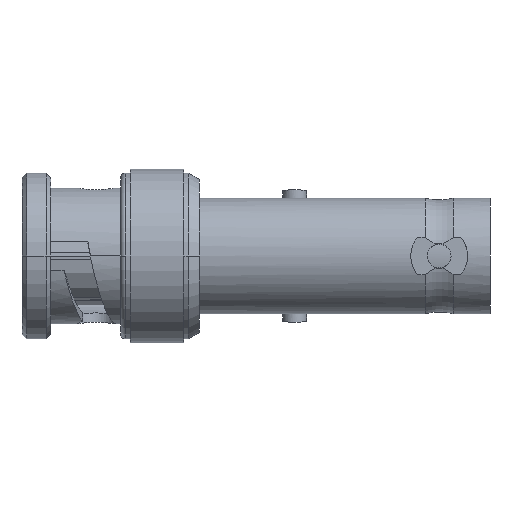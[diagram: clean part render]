
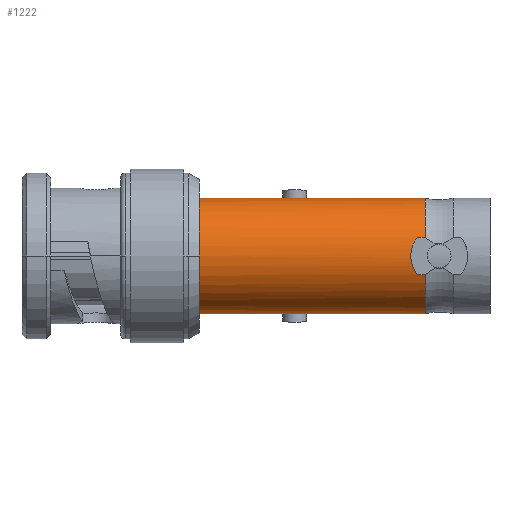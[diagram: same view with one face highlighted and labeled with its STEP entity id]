
A CAD part, front view. The second image highlights one B-rep face of the part: STEP entity #1222.
In plain terms, the highlighted cylindrical face has radius 4.826 mm (diameter 9.652 mm), a partial arc.
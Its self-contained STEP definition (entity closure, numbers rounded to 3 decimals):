
#129=CARTESIAN_POINT('',(10.907,0.,0.));
#130=DIRECTION('',(-1.,0.,0.));
#131=DIRECTION('',(0.,-0.947,0.321));
#132=AXIS2_PLACEMENT_3D('',#129,#130,#131);
#134=DIRECTION('',(-1.,0.,0.));
#135=VECTOR('',#134,0.643);
#136=CARTESIAN_POINT('',(10.907,-4.571,1.548));
#137=LINE('',#136,#135);
#138=CARTESIAN_POINT('',(10.264,-4.571,1.548));
#139=CARTESIAN_POINT('',(10.152,-4.615,1.418));
#140=CARTESIAN_POINT('',(9.964,-4.696,1.143));
#141=CARTESIAN_POINT('',(9.777,-4.783,0.694));
#142=CARTESIAN_POINT('',(9.686,-4.828,0.233));
#143=CARTESIAN_POINT('',(9.686,-4.828,
-0.232));
#144=CARTESIAN_POINT('',(9.777,-4.783,
-0.694));
#145=CARTESIAN_POINT('',(9.964,-4.696,-1.144));
#146=CARTESIAN_POINT('',(10.152,-4.615,-1.418));
#147=CARTESIAN_POINT('',(10.264,-4.571,-1.548));
#149=DIRECTION('',(-1.,0.,0.));
#150=VECTOR('',#149,0.643);
#151=CARTESIAN_POINT('',(10.907,-4.571,-1.548));
#152=LINE('',#151,#150);
#153=CARTESIAN_POINT('',(10.907,0.,0.));
#154=DIRECTION('',(-1.,0.,0.));
#155=DIRECTION('',(0.,0.,-1.));
#156=AXIS2_PLACEMENT_3D('',#153,#154,#155);
#158=DIRECTION('',(-1.,0.,0.));
#159=VECTOR('',#158,10.907);
#160=CARTESIAN_POINT('',(10.907,0.,-4.826));
#161=LINE('',#160,#159);
#162=DIRECTION('',(-1.,0.,0.));
#163=VECTOR('',#162,8.712);
#164=CARTESIAN_POINT('',(0.,0.,-4.826));
#165=LINE('',#164,#163);
#166=CARTESIAN_POINT('',(-8.712,0.,0.));
#167=DIRECTION('',(-1.,0.,0.));
#168=DIRECTION('',(0.,0.,-1.));
#169=AXIS2_PLACEMENT_3D('',#166,#167,#168);
#204=CARTESIAN_POINT('',(0.,0.,-4.826));
#224=CARTESIAN_POINT('',(0.,0.,4.826));
#226=DIRECTION('',(-1.,0.,0.));
#227=VECTOR('',#226,8.712);
#228=CARTESIAN_POINT('',(0.,0.,4.826));
#229=LINE('',#228,#227);
#240=DIRECTION('',(-1.,0.,0.));
#241=VECTOR('',#240,10.907);
#242=CARTESIAN_POINT('',(10.907,0.,4.826));
#243=LINE('',#242,#241);
#883=CARTESIAN_POINT('',(-8.712,0.,-4.826));
#884=CARTESIAN_POINT('',(-8.712,0.,4.826));
#885=VERTEX_POINT('',#883);
#886=VERTEX_POINT('',#884);
#1023=VERTEX_POINT('',#204);
#1024=VERTEX_POINT('',#224);
#1033=CARTESIAN_POINT('',(10.264,-4.571,1.548));
#1034=CARTESIAN_POINT('',(10.264,-4.571,-1.548));
#1035=VERTEX_POINT('',#1033);
#1036=VERTEX_POINT('',#1034);
#1045=CARTESIAN_POINT('',(10.907,0.,-4.826));
#1046=CARTESIAN_POINT('',(10.907,-4.571,-1.548));
#1047=VERTEX_POINT('',#1045);
#1048=VERTEX_POINT('',#1046);
#1069=CARTESIAN_POINT('',(10.907,-4.571,1.548));
#1070=CARTESIAN_POINT('',(10.907,0.,4.826));
#1071=VERTEX_POINT('',#1069);
#1072=VERTEX_POINT('',#1070);
#1195=CARTESIAN_POINT('',(16.307,0.,0.));
#1196=DIRECTION('',(-1.,0.,0.));
#1197=DIRECTION('',(0.,0.,-1.));
#1198=AXIS2_PLACEMENT_3D('',#1195,#1196,#1197);
#1199=CYLINDRICAL_SURFACE('',#1198,4.826);
#1201=ORIENTED_EDGE('',*,*,#1200,.F.);
#1203=ORIENTED_EDGE('',*,*,#1202,.T.);
#1205=ORIENTED_EDGE('',*,*,#1204,.T.);
#1207=ORIENTED_EDGE('',*,*,#1206,.F.);
#1209=ORIENTED_EDGE('',*,*,#1208,.F.);
#1211=ORIENTED_EDGE('',*,*,#1210,.T.);
#1213=ORIENTED_EDGE('',*,*,#1212,.T.);
#1215=ORIENTED_EDGE('',*,*,#1214,.T.);
#1217=ORIENTED_EDGE('',*,*,#1216,.F.);
#1219=ORIENTED_EDGE('',*,*,#1218,.F.);
#1220=EDGE_LOOP('',(#1201,#1203,#1205,#1207,#1209,#1211,#1213,#1215,#1217,
#1219));
#1221=FACE_OUTER_BOUND('',#1220,.F.);
#133=CIRCLE('',#132,4.826);
#148=B_SPLINE_CURVE_WITH_KNOTS('',3,(#138,#139,#140,#141,#142,#143,#144,#145,
#146,#147),.UNSPECIFIED.,.F.,.F.,(4,1,1,1,1,1,1,4),(0.,0.143,
0.286,0.429,0.571,0.714,
0.857,1.),.UNSPECIFIED.);
#157=CIRCLE('',#156,4.826);
#170=CIRCLE('',#169,4.826);
#1200=EDGE_CURVE('',#1071,#1072,#133,.T.);
#1202=EDGE_CURVE('',#1071,#1035,#137,.T.);
#1204=EDGE_CURVE('',#1035,#1036,#148,.T.);
#1206=EDGE_CURVE('',#1048,#1036,#152,.T.);
#1208=EDGE_CURVE('',#1047,#1048,#157,.T.);
#1210=EDGE_CURVE('',#1047,#1023,#161,.T.);
#1212=EDGE_CURVE('',#1023,#885,#165,.T.);
#1214=EDGE_CURVE('',#885,#886,#170,.T.);
#1216=EDGE_CURVE('',#1024,#886,#229,.T.);
#1218=EDGE_CURVE('',#1072,#1024,#243,.T.);
#1222=ADVANCED_FACE('',(#1221),#1199,.T.);
